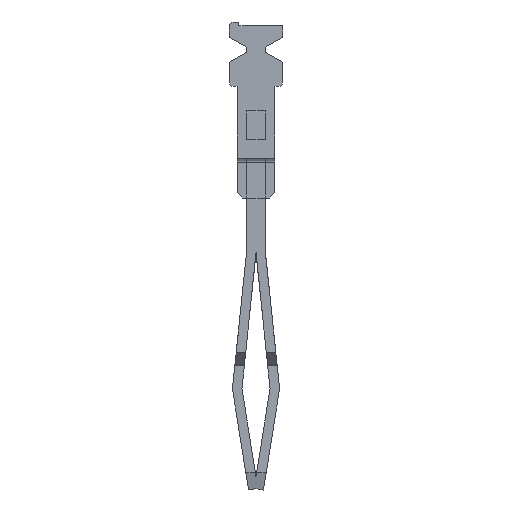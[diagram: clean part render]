
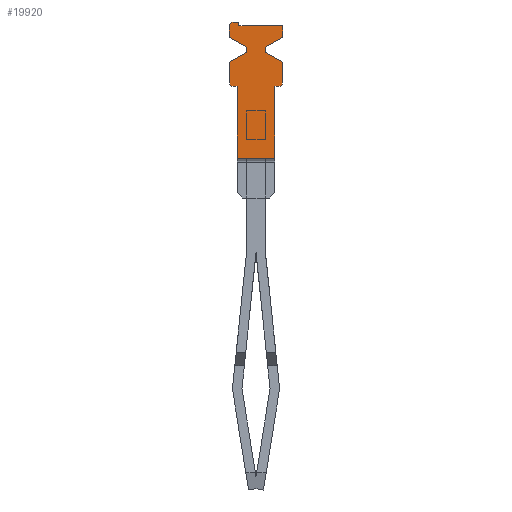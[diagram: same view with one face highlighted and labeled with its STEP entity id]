
A CAD part, left-side view. The second image highlights one B-rep face of the part: STEP entity #19920.
In plain terms, the highlighted planar face has unit normal (-1, 0, 0).
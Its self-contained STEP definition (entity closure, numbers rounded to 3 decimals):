
#11769=AXIS2_PLACEMENT_3D('Circle Axis2P3D',#11767,#11768,$) ;
#12479=AXIS2_PLACEMENT_3D('Circle Axis2P3D',#12477,#12478,$) ;
#12646=AXIS2_PLACEMENT_3D('Circle Axis2P3D',#12644,#12645,$) ;
#19885=AXIS2_PLACEMENT_3D('Plane Axis2P3D',#19882,#19883,#19884) ;
#5222=CARTESIAN_POINT('Vertex',(0.,0.4,21.322)) ;
#5236=CARTESIAN_POINT('Vertex',(0.,0.2,21.322)) ;
#5239=CARTESIAN_POINT('Line Origine',(0.,0.3,21.322)) ;
#10257=CARTESIAN_POINT('Vertex',(0.,2.6,21.322)) ;
#10273=CARTESIAN_POINT('Vertex',(0.,2.4,21.322)) ;
#10276=CARTESIAN_POINT('Line Origine',(0.,2.5,21.322)) ;
#11764=CARTESIAN_POINT('Vertex',(0.,0.,21.522)) ;
#11767=CARTESIAN_POINT('Axis2P3D Location',(0.,0.2,21.522)) ;
#11795=CARTESIAN_POINT('Vertex',(0.,0.,22.602)) ;
#11798=CARTESIAN_POINT('Line Origine',(0.,0.,22.062)) ;
#11821=CARTESIAN_POINT('Vertex',(0.,0.9,23.122)) ;
#11824=CARTESIAN_POINT('Line Origine',(0.,0.45,22.862)) ;
#11841=CARTESIAN_POINT('Line Origine',(0.,0.9,23.258)) ;
#11845=CARTESIAN_POINT('Vertex',(0.,0.9,23.394)) ;
#11878=CARTESIAN_POINT('Vertex',(0.,0.,23.914)) ;
#11881=CARTESIAN_POINT('Line Origine',(0.,0.45,23.654)) ;
#12072=CARTESIAN_POINT('Vertex',(0.,0.,24.522)) ;
#12075=CARTESIAN_POINT('Line Origine',(0.,0.,24.218)) ;
#12332=CARTESIAN_POINT('Vertex',(0.,2.3,24.522)) ;
#12335=CARTESIAN_POINT('Line Origine',(0.,1.15,24.522)) ;
#12405=CARTESIAN_POINT('Vertex',(0.,2.3,24.722)) ;
#12410=CARTESIAN_POINT('Line Origine',(0.,2.3,24.622)) ;
#12432=CARTESIAN_POINT('Line Origine',(0.,2.45,24.722)) ;
#12436=CARTESIAN_POINT('Vertex',(0.,2.6,24.722)) ;
#12474=CARTESIAN_POINT('Vertex',(0.,2.8,24.522)) ;
#12477=CARTESIAN_POINT('Axis2P3D Location',(0.,2.6,24.522)) ;
#12505=CARTESIAN_POINT('Vertex',(0.,2.8,23.914)) ;
#12508=CARTESIAN_POINT('Line Origine',(0.,2.8,24.218)) ;
#12531=CARTESIAN_POINT('Vertex',(0.,1.9,23.394)) ;
#12534=CARTESIAN_POINT('Line Origine',(0.,2.35,23.654)) ;
#12551=CARTESIAN_POINT('Line Origine',(0.,1.9,23.258)) ;
#12555=CARTESIAN_POINT('Vertex',(0.,1.9,23.122)) ;
#12588=CARTESIAN_POINT('Vertex',(0.,2.8,22.602)) ;
#12591=CARTESIAN_POINT('Line Origine',(0.,2.35,22.862)) ;
#12608=CARTESIAN_POINT('Line Origine',(0.,2.8,22.062)) ;
#12612=CARTESIAN_POINT('Vertex',(0.,2.8,21.522)) ;
#12644=CARTESIAN_POINT('Axis2P3D Location',(0.,2.6,21.522)) ;
#18970=CARTESIAN_POINT('Vertex',(0.,0.4,17.522)) ;
#18973=CARTESIAN_POINT('Line Origine',(0.,1.4,17.522)) ;
#18977=CARTESIAN_POINT('Vertex',(0.,2.4,17.522)) ;
#19882=CARTESIAN_POINT('Axis2P3D Location',(0.,1.4,5.622)) ;
#19887=CARTESIAN_POINT('Line Origine',(0.,0.4,21.122)) ;
#19892=CARTESIAN_POINT('Line Origine',(0.,2.4,21.122)) ;
#5240=DIRECTION('Vector Direction',(0.,-1.,0.)) ;
#10277=DIRECTION('Vector Direction',(0.,-1.,0.)) ;
#11768=DIRECTION('Axis2P3D Direction',(-1.,0.,0.)) ;
#11799=DIRECTION('Vector Direction',(0.,0.,1.)) ;
#11825=DIRECTION('Vector Direction',(0.,-0.866,-0.5)) ;
#11842=DIRECTION('Vector Direction',(0.,0.,1.)) ;
#11882=DIRECTION('Vector Direction',(0.,0.866,-0.5)) ;
#12076=DIRECTION('Vector Direction',(0.,0.,1.)) ;
#12336=DIRECTION('Vector Direction',(0.,1.,0.)) ;
#12411=DIRECTION('Vector Direction',(0.,0.,-1.)) ;
#12433=DIRECTION('Vector Direction',(0.,-1.,0.)) ;
#12478=DIRECTION('Axis2P3D Direction',(-1.,0.,0.)) ;
#12509=DIRECTION('Vector Direction',(0.,0.,-1.)) ;
#12535=DIRECTION('Vector Direction',(0.,-0.866,-0.5)) ;
#12552=DIRECTION('Vector Direction',(0.,0.,1.)) ;
#12592=DIRECTION('Vector Direction',(0.,0.866,-0.5)) ;
#12609=DIRECTION('Vector Direction',(0.,0.,-1.)) ;
#12645=DIRECTION('Axis2P3D Direction',(-1.,0.,0.)) ;
#18974=DIRECTION('Vector Direction',(0.,1.,0.)) ;
#19883=DIRECTION('Axis2P3D Direction',(-1.,0.,0.)) ;
#19884=DIRECTION('Axis2P3D XDirection',(0.,-1.,0.)) ;
#19888=DIRECTION('Vector Direction',(0.,0.,1.)) ;
#19893=DIRECTION('Vector Direction',(0.,0.,1.)) ;
#5241=VECTOR('Line Direction',#5240,1.) ;
#10278=VECTOR('Line Direction',#10277,1.) ;
#11800=VECTOR('Line Direction',#11799,1.) ;
#11826=VECTOR('Line Direction',#11825,1.) ;
#11843=VECTOR('Line Direction',#11842,1.) ;
#11883=VECTOR('Line Direction',#11882,1.) ;
#12077=VECTOR('Line Direction',#12076,1.) ;
#12337=VECTOR('Line Direction',#12336,1.) ;
#12412=VECTOR('Line Direction',#12411,1.) ;
#12434=VECTOR('Line Direction',#12433,1.) ;
#12510=VECTOR('Line Direction',#12509,1.) ;
#12536=VECTOR('Line Direction',#12535,1.) ;
#12553=VECTOR('Line Direction',#12552,1.) ;
#12593=VECTOR('Line Direction',#12592,1.) ;
#12610=VECTOR('Line Direction',#12609,1.) ;
#18975=VECTOR('Line Direction',#18974,1.) ;
#19889=VECTOR('Line Direction',#19888,1.) ;
#19894=VECTOR('Line Direction',#19893,1.) ;
#19898=ORIENTED_EDGE('',*,*,#18979,.T.) ;
#19899=ORIENTED_EDGE('',*,*,#19891,.T.) ;
#19900=ORIENTED_EDGE('',*,*,#5243,.T.) ;
#19901=ORIENTED_EDGE('',*,*,#11771,.T.) ;
#19902=ORIENTED_EDGE('',*,*,#11802,.T.) ;
#19903=ORIENTED_EDGE('',*,*,#11828,.F.) ;
#19904=ORIENTED_EDGE('',*,*,#11847,.T.) ;
#19905=ORIENTED_EDGE('',*,*,#11885,.F.) ;
#19906=ORIENTED_EDGE('',*,*,#12079,.T.) ;
#19907=ORIENTED_EDGE('',*,*,#12339,.T.) ;
#19908=ORIENTED_EDGE('',*,*,#12414,.F.) ;
#19909=ORIENTED_EDGE('',*,*,#12438,.F.) ;
#19910=ORIENTED_EDGE('',*,*,#12481,.T.) ;
#19911=ORIENTED_EDGE('',*,*,#12512,.T.) ;
#19912=ORIENTED_EDGE('',*,*,#12538,.T.) ;
#19913=ORIENTED_EDGE('',*,*,#12557,.F.) ;
#19914=ORIENTED_EDGE('',*,*,#12595,.T.) ;
#19915=ORIENTED_EDGE('',*,*,#12614,.T.) ;
#19916=ORIENTED_EDGE('',*,*,#12648,.T.) ;
#19917=ORIENTED_EDGE('',*,*,#10280,.T.) ;
#19918=ORIENTED_EDGE('',*,*,#19896,.F.) ;
#19920=ADVANCED_FACE('ZQV_KU',(#19919),#19886,.T.) ;
#11770=CIRCLE('generated circle',#11769,0.2) ;
#12480=CIRCLE('generated circle',#12479,0.2) ;
#12647=CIRCLE('generated circle',#12646,0.2) ;
#5243=EDGE_CURVE('',#5223,#5237,#5242,.T.) ;
#10280=EDGE_CURVE('',#10258,#10274,#10279,.T.) ;
#11771=EDGE_CURVE('',#5237,#11765,#11770,.T.) ;
#11802=EDGE_CURVE('',#11765,#11796,#11801,.T.) ;
#11828=EDGE_CURVE('',#11822,#11796,#11827,.T.) ;
#11847=EDGE_CURVE('',#11822,#11846,#11844,.T.) ;
#11885=EDGE_CURVE('',#11879,#11846,#11884,.T.) ;
#12079=EDGE_CURVE('',#11879,#12073,#12078,.T.) ;
#12339=EDGE_CURVE('',#12073,#12333,#12338,.T.) ;
#12414=EDGE_CURVE('',#12406,#12333,#12413,.T.) ;
#12438=EDGE_CURVE('',#12437,#12406,#12435,.T.) ;
#12481=EDGE_CURVE('',#12437,#12475,#12480,.T.) ;
#12512=EDGE_CURVE('',#12475,#12506,#12511,.T.) ;
#12538=EDGE_CURVE('',#12506,#12532,#12537,.T.) ;
#12557=EDGE_CURVE('',#12556,#12532,#12554,.T.) ;
#12595=EDGE_CURVE('',#12556,#12589,#12594,.T.) ;
#12614=EDGE_CURVE('',#12589,#12613,#12611,.T.) ;
#12648=EDGE_CURVE('',#12613,#10258,#12647,.T.) ;
#18979=EDGE_CURVE('',#18978,#18971,#18976,.F.) ;
#19891=EDGE_CURVE('',#18971,#5223,#19890,.T.) ;
#19896=EDGE_CURVE('',#18978,#10274,#19895,.T.) ;
#19897=EDGE_LOOP('',(#19898,#19899,#19900,#19901,#19902,#19903,#19904,#19905,#19906,#19907,#19908,#19909,#19910,#19911,#19912,#19913,#19914,#19915,#19916,#19917,#19918)) ;
#19919=FACE_OUTER_BOUND('',#19897,.T.) ;
#5242=LINE('Line',#5239,#5241) ;
#10279=LINE('Line',#10276,#10278) ;
#11801=LINE('Line',#11798,#11800) ;
#11827=LINE('Line',#11824,#11826) ;
#11844=LINE('Line',#11841,#11843) ;
#11884=LINE('Line',#11881,#11883) ;
#12078=LINE('Line',#12075,#12077) ;
#12338=LINE('Line',#12335,#12337) ;
#12413=LINE('Line',#12410,#12412) ;
#12435=LINE('Line',#12432,#12434) ;
#12511=LINE('Line',#12508,#12510) ;
#12537=LINE('Line',#12534,#12536) ;
#12554=LINE('Line',#12551,#12553) ;
#12594=LINE('Line',#12591,#12593) ;
#12611=LINE('Line',#12608,#12610) ;
#18976=LINE('Line',#18973,#18975) ;
#19890=LINE('Line',#19887,#19889) ;
#19895=LINE('Line',#19892,#19894) ;
#19886=PLANE('',#19885) ;
#5223=VERTEX_POINT('',#5222) ;
#5237=VERTEX_POINT('',#5236) ;
#10258=VERTEX_POINT('',#10257) ;
#10274=VERTEX_POINT('',#10273) ;
#11765=VERTEX_POINT('',#11764) ;
#11796=VERTEX_POINT('',#11795) ;
#11822=VERTEX_POINT('',#11821) ;
#11846=VERTEX_POINT('',#11845) ;
#11879=VERTEX_POINT('',#11878) ;
#12073=VERTEX_POINT('',#12072) ;
#12333=VERTEX_POINT('',#12332) ;
#12406=VERTEX_POINT('',#12405) ;
#12437=VERTEX_POINT('',#12436) ;
#12475=VERTEX_POINT('',#12474) ;
#12506=VERTEX_POINT('',#12505) ;
#12532=VERTEX_POINT('',#12531) ;
#12556=VERTEX_POINT('',#12555) ;
#12589=VERTEX_POINT('',#12588) ;
#12613=VERTEX_POINT('',#12612) ;
#18971=VERTEX_POINT('',#18970) ;
#18978=VERTEX_POINT('',#18977) ;
